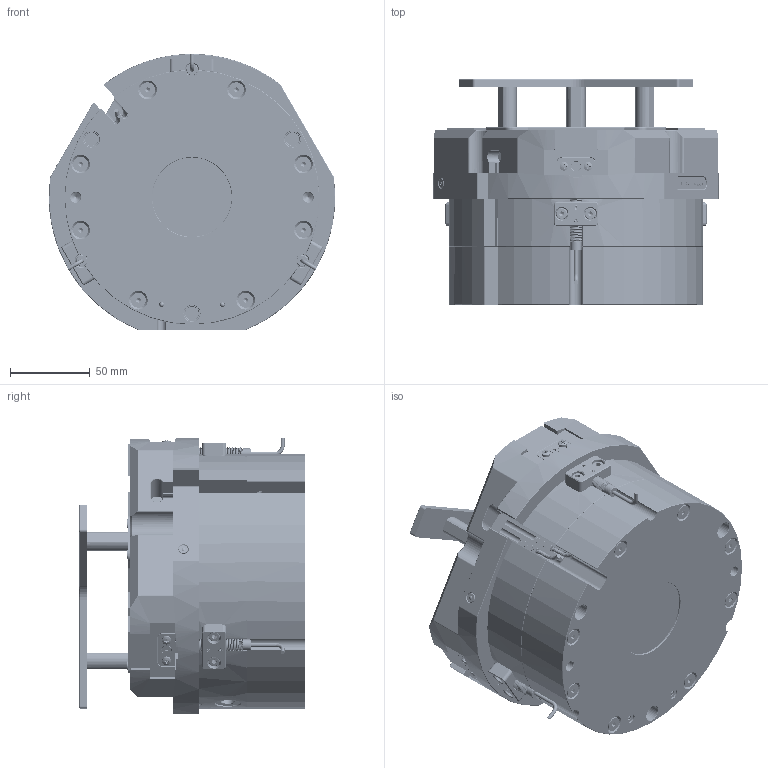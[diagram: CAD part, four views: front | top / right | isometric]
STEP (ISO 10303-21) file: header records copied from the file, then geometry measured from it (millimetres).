
FILE_DESCRIPTION (( 'STEP AP203' ), '1' );
FILE_NAME ('FY-JGZ 160-1-IS.STEP', '2023-10-03T02:01:56', ( 'User' ), ( 'Microsoft' ), 'SwSTEP 2.0', 'SolidWorks 2015', '' );
FILE_SCHEMA (( 'CONFIG_CONTROL_DESIGN' ));
Length unit declared in the file: millimetre
Products named in the file (29): M4.覜茼覃誹輸8; 諉輪羲壽M8; 本公司二维码-梵煜2; FY-JGZ 160-1覃誹蹟隊; hex socket set screws with flat point gb_GB_FASTENER_SCREWS_HSFP M3X4-N; FY-JGZ 160-1-褲极; 陔遴LOGO齪郪磁; FY-JGZ 100-1賑輸結啣; 6X6润滑脂嘴体标准款; FY-JGZ 160-1前盖; FY-JGZ 160-1梓齪; cross recessed small pan head screws gb_GB_CROSS_SCREWS_TYPE3 M3X6-6-N; 钢球标准款; hexagon socket countersunk head screws gb_GB_FASTENER_SCREWS_HSCHS M3X8-N; FOYOT厙硊; FY-JGZ 160-1賑輸郪璃; 6X6润滑脂总成标准款; 棠俶羲壽4.0X15; FY-JGZ 160-1-IS; FY-JGZ 160-1芢蹋裝; FY-JGZ 160-1-IS綴裔; 3.175; FY-JGZ 160-1芢蹋啣; hexagon socket countersunk head screws gb_GB_FASTENER_SCREWS_HSCHS M5X16-N; 雄克M8接近开关安装支架; 芢蹋啣蹟隊M6X15; FY-JGZ 160-1賑輸; hexagon socket head cap screws gb_GB_FASTENER_SCREWS_HSHCS M4X10-N; 陔遴LOGO齪
Assembly tree (65 placements, depth 3):
  FY-JGZ 160-1-IS
    FY-JGZ 160-1-褲极
    FY-JGZ 160-1前盖
    hexagon socket countersunk head screws gb_GB_FASTENER_SCREWS_HSCHS M3X8-N  x6
    棠俶羲壽4.0X15  x2
    3.175  x3
    雄克M8接近开关安装支架  x3
    hexagon socket head cap screws gb_GB_FASTENER_SCREWS_HSHCS M4X10-N  x6
    諉輪羲壽M8  x3
    hex socket set screws with flat point gb_GB_FASTENER_SCREWS_HSFP M3X4-N  x6
    6X6润滑脂总成标准款
      6X6润滑脂嘴体标准款
      钢球标准款
    FY-JGZ 160-1-IS綴裔
    hexagon socket countersunk head screws gb_GB_FASTENER_SCREWS_HSCHS M5X16-N  x8
    FY-JGZ 160-1賑輸郪璃  x3
      FY-JGZ 160-1賑輸
      M4.覜茼覃誹輸8
      FY-JGZ 160-1覃誹蹟隊
      FY-JGZ 100-1賑輸結啣
      cross recessed small pan head screws gb_GB_CROSS_SCREWS_TYPE3 M3X6-6-N
    FY-JGZ 160-1芢蹋裝  x3
    FY-JGZ 160-1芢蹋啣
    芢蹋啣蹟隊M6X15  x3
    陔遴LOGO齪郪磁
      陔遴LOGO齪
      本公司二维码-梵煜2
    FY-JGZ 160-1梓齪
    FOYOT厙硊
Bounding box: 179.95 x 142 x 173.5 mm (x, y, z)
Volume: 2280088.5 mm3; surface area: 291827.7 mm2
Topology: 84 solids, 84 shells, 5837 faces, 15068 edges, 9648 vertices
Faces by surface type: plane 2977, bspline 1085, cylinder 1014, cone 672, torus 69, sphere 20
Entity records: 157337 total; most frequent: CARTESIAN_POINT 68239, ORIENTED_EDGE 18900, DIRECTION 15150, EDGE_CURVE 9450, VECTOR 6306, LINE 6306, VERTEX_POINT 6152, AXIS2_PLACEMENT_3D 4422
